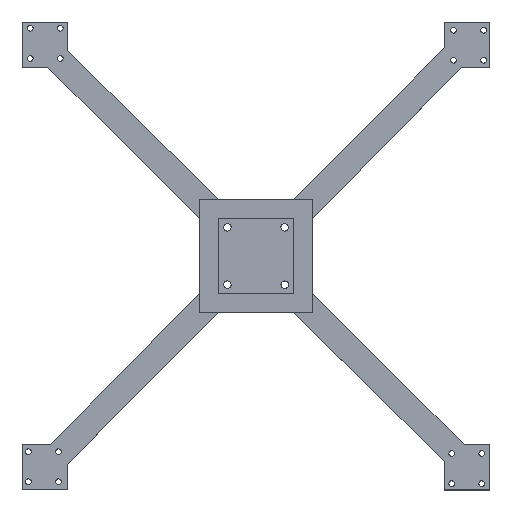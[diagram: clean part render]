
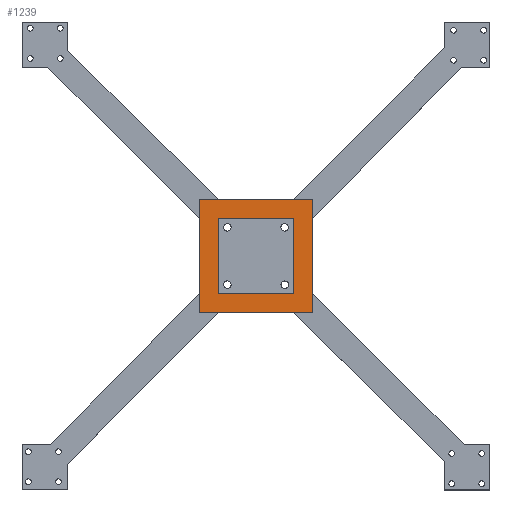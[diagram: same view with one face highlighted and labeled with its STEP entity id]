
A CAD part, top view. The second image highlights one B-rep face of the part: STEP entity #1239.
In plain terms, the highlighted planar face has unit normal (0, 0, 1).
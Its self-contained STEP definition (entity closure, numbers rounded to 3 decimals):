
#35=FACE_BOUND('',#228,.T.);
#93=PLANE('',#1348);
#148=FACE_OUTER_BOUND('',#227,.T.);
#227=EDGE_LOOP('',(#1094,#1095,#1096,#1097));
#228=EDGE_LOOP('',(#1098,#1099,#1100,#1101));
#280=LINE('',#1758,#408);
#308=LINE('',#1830,#436);
#340=LINE('',#1909,#468);
#369=LINE('',#1993,#497);
#372=LINE('',#1998,#500);
#374=LINE('',#2002,#502);
#375=LINE('',#2004,#503);
#377=LINE('',#2007,#505);
#408=VECTOR('',#1426,10.);
#436=VECTOR('',#1494,10.);
#468=VECTOR('',#1566,10.);
#497=VECTOR('',#1645,10.);
#500=VECTOR('',#1650,10.);
#502=VECTOR('',#1654,10.);
#503=VECTOR('',#1657,10.);
#505=VECTOR('',#1661,10.);
#573=VERTEX_POINT('',#1755);
#574=VERTEX_POINT('',#1757);
#598=VERTEX_POINT('',#1829);
#625=VERTEX_POINT('',#1907);
#654=VERTEX_POINT('',#1990);
#655=VERTEX_POINT('',#1992);
#656=VERTEX_POINT('',#1996);
#657=VERTEX_POINT('',#2000);
#696=EDGE_CURVE('',#574,#573,#280,.T.);
#732=EDGE_CURVE('',#598,#574,#308,.T.);
#772=EDGE_CURVE('',#573,#625,#340,.T.);
#813=EDGE_CURVE('',#655,#654,#369,.T.);
#816=EDGE_CURVE('',#654,#656,#372,.T.);
#818=EDGE_CURVE('',#656,#657,#374,.T.);
#819=EDGE_CURVE('',#657,#655,#375,.T.);
#821=EDGE_CURVE('',#625,#598,#377,.T.);
#1094=ORIENTED_EDGE('',*,*,#821,.T.);
#1095=ORIENTED_EDGE('',*,*,#732,.T.);
#1096=ORIENTED_EDGE('',*,*,#696,.T.);
#1097=ORIENTED_EDGE('',*,*,#772,.T.);
#1098=ORIENTED_EDGE('',*,*,#816,.T.);
#1099=ORIENTED_EDGE('',*,*,#818,.T.);
#1100=ORIENTED_EDGE('',*,*,#819,.T.);
#1101=ORIENTED_EDGE('',*,*,#813,.T.);
#1239=ADVANCED_FACE('',(#148,#35),#93,.T.);
#1348=AXIS2_PLACEMENT_3D('',#2008,#1662,#1663);
#1426=DIRECTION('',(0.,-1.,0.));
#1494=DIRECTION('',(-1.,0.,0.));
#1566=DIRECTION('',(1.,0.,0.));
#1645=DIRECTION('',(1.,0.,0.));
#1650=DIRECTION('',(0.,-1.,0.));
#1654=DIRECTION('',(-1.,0.,0.));
#1657=DIRECTION('',(0.,1.,0.));
#1661=DIRECTION('',(0.,1.,0.));
#1662=DIRECTION('center_axis',(0.,0.,1.));
#1663=DIRECTION('ref_axis',(1.,0.,0.));
#1755=CARTESIAN_POINT('',(-30.,-30.,4.));
#1757=CARTESIAN_POINT('',(-30.,30.,4.));
#1758=CARTESIAN_POINT('',(-30.,30.,4.));
#1829=CARTESIAN_POINT('',(30.,30.,4.));
#1830=CARTESIAN_POINT('',(30.,30.,4.));
#1907=CARTESIAN_POINT('',(30.,-30.,4.));
#1909=CARTESIAN_POINT('',(-30.,-30.,4.));
#1990=CARTESIAN_POINT('',(19.939,19.939,4.));
#1992=CARTESIAN_POINT('',(-19.939,19.939,4.));
#1993=CARTESIAN_POINT('',(19.939,19.939,4.));
#1996=CARTESIAN_POINT('',(19.939,-19.939,4.));
#1998=CARTESIAN_POINT('',(19.939,-19.939,4.));
#2000=CARTESIAN_POINT('',(-19.939,-19.939,4.));
#2002=CARTESIAN_POINT('',(-19.939,-19.939,4.));
#2004=CARTESIAN_POINT('',(-19.939,19.939,4.));
#2007=CARTESIAN_POINT('',(30.,-30.,4.));
#2008=CARTESIAN_POINT('Origin',(0.,0.,4.));
